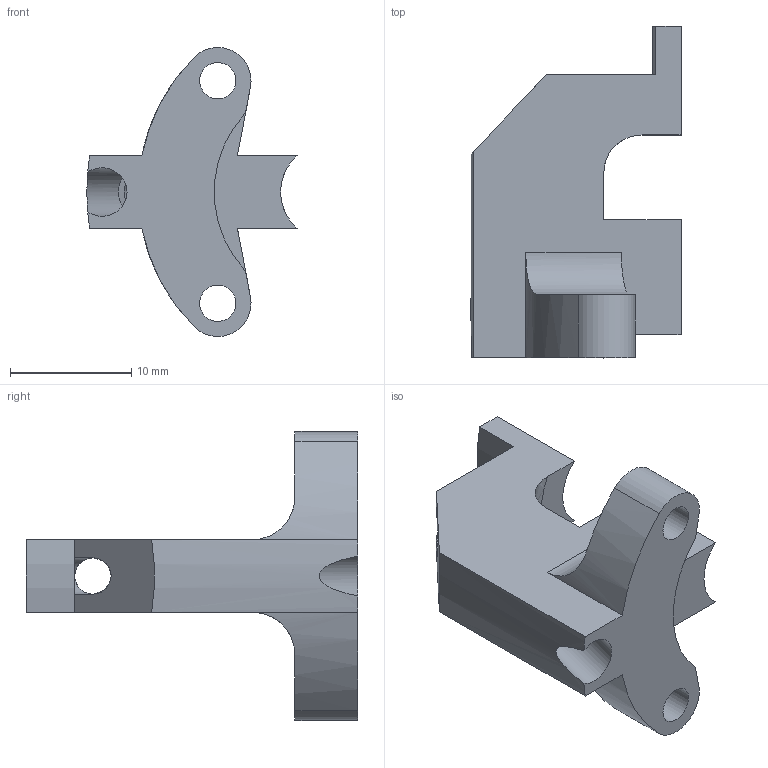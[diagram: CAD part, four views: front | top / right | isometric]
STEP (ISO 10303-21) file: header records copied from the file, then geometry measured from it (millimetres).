
FILE_DESCRIPTION(/* description */ ('STEP AP214'),/* implementation_level */ '2;1');
FILE_NAME(/* name */ '683c512b4258294a187f3de8',/* time_stamp */ '2025-06-01T13:10:04Z',/* author */ (''),/* organization */ (''),/* preprocessor_version */ 'ST-DEVELOPER v20',/* originating_system */ 'ONSHAPE BY PTC INC, 1.198',/* authorisation */ ' ');
FILE_SCHEMA (('AUTOMOTIVE_DESIGN {1 0 10303 214 3 1 1}'));
Length unit declared in the file: metre
Products named in the file (1): Humeral_Tendon_Connector_05
Bounding box: 17.35 x 27.4 x 23.87 mm (x, y, z)
Volume: 2133.4 mm3; surface area: 2007.8 mm2
Topology: 1 solids, 1 shells, 39 faces, 116 edges, 77 vertices
Faces by surface type: cylinder 19, plane 18, bspline 1, torus 1
Full cylindrical faces by diameter (mm): 3 x4, 4 x1
Entity records: 1636 total; most frequent: CARTESIAN_POINT 562, ORIENTED_EDGE 220, DIRECTION 214, EDGE_CURVE 110, AXIS2_PLACEMENT_3D 78, VERTEX_POINT 75, LINE 58, VECTOR 58
